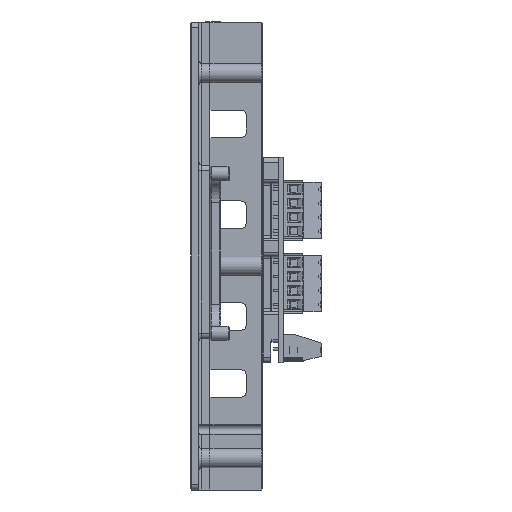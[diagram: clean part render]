
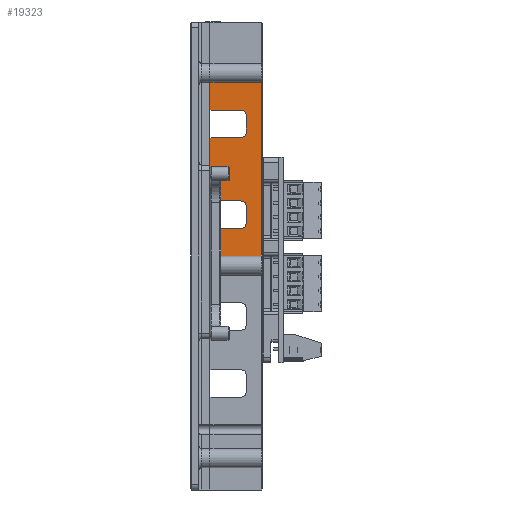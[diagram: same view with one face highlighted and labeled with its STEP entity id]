
A CAD part, left-side view. The second image highlights one B-rep face of the part: STEP entity #19323.
In plain terms, the highlighted planar face has unit normal (-1, 0, 0).
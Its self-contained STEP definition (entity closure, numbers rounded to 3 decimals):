
#1218=PLANE('',#21259);
#2483=FACE_OUTER_BOUND('',#3722,.T.);
#3722=EDGE_LOOP('',(#17734,#17735,#17736,#17737,#17738,#17739,#17740,#17741,
#17742,#17743,#17744,#17745,#17746,#17747,#17748,#17749));
#5209=LINE('',#32236,#7044);
#5213=LINE('',#32248,#7048);
#5235=LINE('',#32306,#7070);
#5239=LINE('',#32318,#7074);
#5265=LINE('',#32378,#7100);
#5307=LINE('',#32462,#7142);
#5405=LINE('',#32677,#7240);
#5416=LINE('',#32714,#7251);
#5533=LINE('',#33124,#7368);
#5579=LINE('',#33230,#7414);
#5581=LINE('',#33233,#7416);
#5582=LINE('',#33234,#7417);
#7044=VECTOR('',#25904,10.);
#7048=VECTOR('',#25916,10.);
#7070=VECTOR('',#25962,10.);
#7074=VECTOR('',#25974,10.);
#7100=VECTOR('',#26018,10.);
#7142=VECTOR('',#26072,10.);
#7240=VECTOR('',#26290,10.);
#7251=VECTOR('',#26323,10.);
#7368=VECTOR('',#26644,10.);
#7414=VECTOR('',#26762,10.);
#7416=VECTOR('',#26766,10.);
#7417=VECTOR('',#26767,10.);
#8151=CIRCLE('',#21012,2.);
#8153=CIRCLE('',#21016,2.);
#8159=CIRCLE('',#21028,2.);
#8161=CIRCLE('',#21032,2.);
#9609=VERTEX_POINT('',#32226);
#9610=VERTEX_POINT('',#32227);
#9613=VERTEX_POINT('',#32235);
#9615=VERTEX_POINT('',#32241);
#9617=VERTEX_POINT('',#32247);
#9637=VERTEX_POINT('',#32296);
#9638=VERTEX_POINT('',#32297);
#9641=VERTEX_POINT('',#32305);
#9643=VERTEX_POINT('',#32311);
#9645=VERTEX_POINT('',#32317);
#9670=VERTEX_POINT('',#32376);
#9706=VERTEX_POINT('',#32460);
#9763=VERTEX_POINT('',#32676);
#9881=VERTEX_POINT('',#33096);
#9889=VERTEX_POINT('',#33123);
#9913=VERTEX_POINT('',#33229);
#12097=EDGE_CURVE('',#9609,#9610,#8151,.T.);
#12101=EDGE_CURVE('',#9613,#9610,#5209,.T.);
#12104=EDGE_CURVE('',#9613,#9615,#8153,.T.);
#12107=EDGE_CURVE('',#9617,#9615,#5213,.T.);
#12131=EDGE_CURVE('',#9637,#9638,#8159,.T.);
#12135=EDGE_CURVE('',#9641,#9638,#5235,.T.);
#12138=EDGE_CURVE('',#9641,#9643,#8161,.T.);
#12141=EDGE_CURVE('',#9645,#9643,#5239,.T.);
#12171=EDGE_CURVE('',#9609,#9670,#5265,.T.);
#12213=EDGE_CURVE('',#9637,#9706,#5307,.T.);
#12325=EDGE_CURVE('',#9763,#9645,#5405,.T.);
#12344=EDGE_CURVE('',#9706,#9617,#5416,.T.);
#12513=EDGE_CURVE('',#9889,#9881,#5533,.T.);
#12568=EDGE_CURVE('',#9913,#9881,#5579,.T.);
#12570=EDGE_CURVE('',#9670,#9913,#5581,.T.);
#12571=EDGE_CURVE('',#9763,#9889,#5582,.T.);
#17734=ORIENTED_EDGE('',*,*,#12171,.T.);
#17735=ORIENTED_EDGE('',*,*,#12570,.T.);
#17736=ORIENTED_EDGE('',*,*,#12568,.T.);
#17737=ORIENTED_EDGE('',*,*,#12513,.F.);
#17738=ORIENTED_EDGE('',*,*,#12571,.F.);
#17739=ORIENTED_EDGE('',*,*,#12325,.T.);
#17740=ORIENTED_EDGE('',*,*,#12141,.T.);
#17741=ORIENTED_EDGE('',*,*,#12138,.F.);
#17742=ORIENTED_EDGE('',*,*,#12135,.T.);
#17743=ORIENTED_EDGE('',*,*,#12131,.F.);
#17744=ORIENTED_EDGE('',*,*,#12213,.T.);
#17745=ORIENTED_EDGE('',*,*,#12344,.T.);
#17746=ORIENTED_EDGE('',*,*,#12107,.T.);
#17747=ORIENTED_EDGE('',*,*,#12104,.F.);
#17748=ORIENTED_EDGE('',*,*,#12101,.T.);
#17749=ORIENTED_EDGE('',*,*,#12097,.F.);
#19323=ADVANCED_FACE('',(#2483),#1218,.T.);
#21012=AXIS2_PLACEMENT_3D('',#32228,#25896,#25897);
#21016=AXIS2_PLACEMENT_3D('',#32242,#25909,#25910);
#21028=AXIS2_PLACEMENT_3D('',#32298,#25954,#25955);
#21032=AXIS2_PLACEMENT_3D('',#32312,#25967,#25968);
#21259=AXIS2_PLACEMENT_3D('',#33232,#26764,#26765);
#25896=DIRECTION('center_axis',(-1.,0.,0.));
#25897=DIRECTION('ref_axis',(0.,-0.707,-0.707));
#25904=DIRECTION('',(0.,0.,-1.));
#25909=DIRECTION('center_axis',(-1.,0.,0.));
#25910=DIRECTION('ref_axis',(0.,-0.707,0.707));
#25916=DIRECTION('',(0.,-1.,0.));
#25954=DIRECTION('center_axis',(-1.,0.,0.));
#25955=DIRECTION('ref_axis',(0.,-0.707,-0.707));
#25962=DIRECTION('',(0.,0.,-1.));
#25967=DIRECTION('center_axis',(-1.,0.,0.));
#25968=DIRECTION('ref_axis',(0.,-0.707,0.707));
#25974=DIRECTION('',(0.,-1.,0.));
#26018=DIRECTION('',(0.,1.,0.));
#26072=DIRECTION('',(0.,1.,0.));
#26290=DIRECTION('',(0.,0.,-1.));
#26323=DIRECTION('',(0.,0.,-1.));
#26644=DIRECTION('',(0.,0.,-1.));
#26762=DIRECTION('',(0.,-1.,0.));
#26764=DIRECTION('center_axis',(-1.,0.,0.));
#26765=DIRECTION('ref_axis',(0.,0.,-1.));
#26766=DIRECTION('',(0.,0.,-1.));
#26767=DIRECTION('',(0.,-1.,0.));
#32226=CARTESIAN_POINT('',(-10.,-15.2,10.));
#32227=CARTESIAN_POINT('',(-10.,-17.2,12.));
#32228=CARTESIAN_POINT('Origin',(-10.,-15.2,12.));
#32235=CARTESIAN_POINT('',(-10.,-17.2,18.));
#32236=CARTESIAN_POINT('',(-10.,-17.2,41.5));
#32241=CARTESIAN_POINT('',(-10.,-15.2,20.));
#32242=CARTESIAN_POINT('Origin',(-10.,-15.2,18.));
#32247=CARTESIAN_POINT('',(-10.,-4.,20.));
#32248=CARTESIAN_POINT('',(-10.,-3.1,20.));
#32296=CARTESIAN_POINT('',(-10.,-15.2,43.));
#32297=CARTESIAN_POINT('',(-10.,-17.2,45.));
#32298=CARTESIAN_POINT('Origin',(-10.,-15.2,45.));
#32305=CARTESIAN_POINT('',(-10.,-17.2,51.));
#32306=CARTESIAN_POINT('',(-10.,-17.2,58.));
#32311=CARTESIAN_POINT('',(-10.,-15.2,53.));
#32312=CARTESIAN_POINT('Origin',(-10.,-15.2,51.));
#32317=CARTESIAN_POINT('',(-10.,-4.,53.));
#32318=CARTESIAN_POINT('',(-10.,-3.1,53.));
#32376=CARTESIAN_POINT('',(-10.,-4.,10.));
#32378=CARTESIAN_POINT('',(-10.,-10.6,10.));
#32460=CARTESIAN_POINT('',(-10.,-4.,43.));
#32462=CARTESIAN_POINT('',(-10.,-10.6,43.));
#32676=CARTESIAN_POINT('',(-10.,-4.,63.));
#32677=CARTESIAN_POINT('',(-10.,-4.,63.));
#32714=CARTESIAN_POINT('',(-10.,-4.,63.));
#33096=CARTESIAN_POINT('',(-10.,-22.6,0.));
#33123=CARTESIAN_POINT('',(-10.,-22.6,63.));
#33124=CARTESIAN_POINT('',(-10.,-22.6,31.5));
#33229=CARTESIAN_POINT('',(-10.,-4.,0.));
#33230=CARTESIAN_POINT('',(-10.,-4.,0.));
#33232=CARTESIAN_POINT('Origin',(-10.,-4.,63.));
#33233=CARTESIAN_POINT('',(-10.,-4.,63.));
#33234=CARTESIAN_POINT('',(-10.,-4.,63.));
